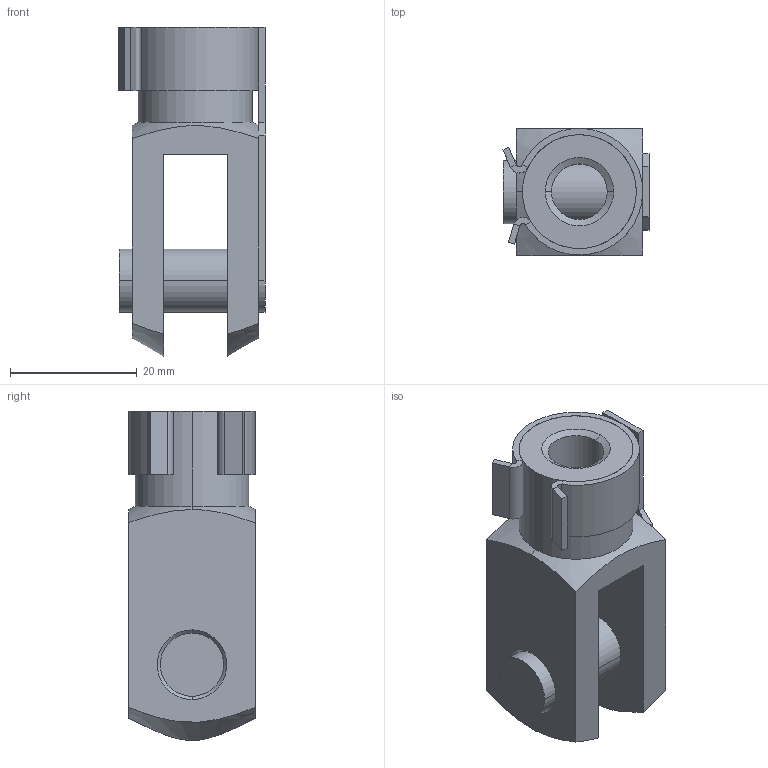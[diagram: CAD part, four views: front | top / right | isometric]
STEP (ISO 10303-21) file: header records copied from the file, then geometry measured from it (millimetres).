
FILE_DESCRIPTION (( 'STEP AP214' ), '1' );
FILE_NAME ('RD001393.STEP', '2017-05-12T08:48:45', ( '' ), ( '' ), 'SwSTEP 2.0', 'SolidWorks 2017', '' );
FILE_SCHEMA (( 'AUTOMOTIVE_DESIGN' ));
Length unit declared in the file: millimetre
Products named in the file (1): RD001393
Bounding box: 23.07 x 20 x 51.99 mm (x, y, z)
Volume: 12383.3 mm3; surface area: 8395.5 mm2
Topology: 3 solids, 3 shells, 63 faces, 146 edges, 89 vertices
Faces by surface type: plane 35, cylinder 18, cone 10
Entity records: 2644 total; most frequent: CARTESIAN_POINT 451, DIRECTION 303, ORIENTED_EDGE 292, EDGE_CURVE 146, AXIS2_PLACEMENT_3D 107, LINE 89, VECTOR 89, VERTEX_POINT 89
